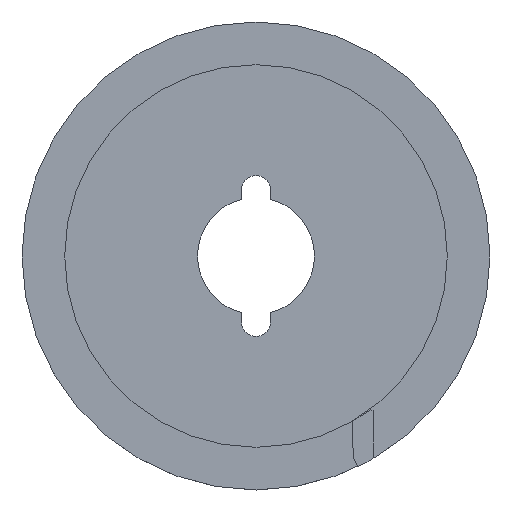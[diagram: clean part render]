
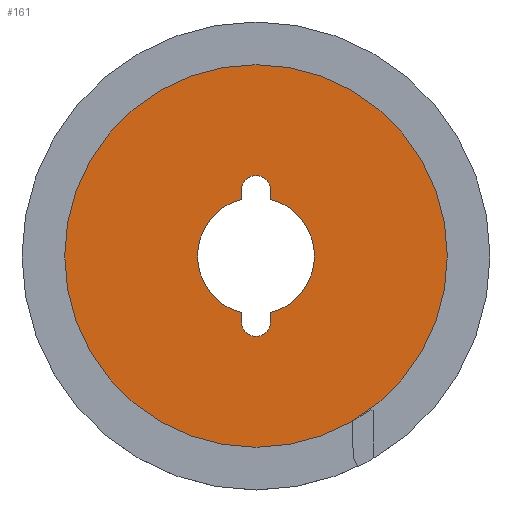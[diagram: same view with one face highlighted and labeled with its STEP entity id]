
A CAD part, top view. The second image highlights one B-rep face of the part: STEP entity #161.
In plain terms, the highlighted planar face has unit normal (0, 0, 1).
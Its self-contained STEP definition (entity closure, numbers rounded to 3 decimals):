
#74=PLANE('',#482);
#93=LINE('',#659,#128);
#94=LINE('',#664,#129);
#95=LINE('',#668,#130);
#96=LINE('',#672,#131);
#128=VECTOR('',#538,1.);
#129=VECTOR('',#541,1.);
#130=VECTOR('',#544,1.);
#131=VECTOR('',#547,1.);
#161=ADVANCED_FACE('',(#195,#196),#74,.F.);
#195=FACE_BOUND('',#209,.T.);
#196=FACE_BOUND('',#210,.T.);
#209=EDGE_LOOP('',(#247));
#210=EDGE_LOOP('',(#248,#249,#250,#251,#252,#253,#254,#255));
#247=ORIENTED_EDGE('',*,*,#374,.F.);
#248=ORIENTED_EDGE('',*,*,#384,.F.);
#249=ORIENTED_EDGE('',*,*,#385,.T.);
#250=ORIENTED_EDGE('',*,*,#386,.F.);
#251=ORIENTED_EDGE('',*,*,#387,.T.);
#252=ORIENTED_EDGE('',*,*,#388,.T.);
#253=ORIENTED_EDGE('',*,*,#389,.T.);
#254=ORIENTED_EDGE('',*,*,#390,.F.);
#255=ORIENTED_EDGE('',*,*,#391,.T.);
#338=VERTEX_POINT('',#638);
#348=VERTEX_POINT('',#660);
#349=VERTEX_POINT('',#661);
#350=VERTEX_POINT('',#663);
#351=VERTEX_POINT('',#665);
#352=VERTEX_POINT('',#667);
#353=VERTEX_POINT('',#669);
#354=VERTEX_POINT('',#671);
#355=VERTEX_POINT('',#673);
#374=EDGE_CURVE('',#338,#338,#425,.T.);
#384=EDGE_CURVE('',#348,#349,#93,.T.);
#385=EDGE_CURVE('',#348,#350,#431,.T.);
#386=EDGE_CURVE('',#351,#350,#94,.T.);
#387=EDGE_CURVE('',#351,#352,#432,.T.);
#388=EDGE_CURVE('',#352,#353,#95,.T.);
#389=EDGE_CURVE('',#353,#354,#433,.T.);
#390=EDGE_CURVE('',#355,#354,#96,.T.);
#391=EDGE_CURVE('',#355,#349,#434,.T.);
#425=CIRCLE('',#470,49.6);
#431=CIRCLE('',#478,3.175);
#432=CIRCLE('',#479,12.705);
#433=CIRCLE('',#480,3.175);
#434=CIRCLE('',#481,12.705);
#470=AXIS2_PLACEMENT_3D('',#637,#518,#519);
#478=AXIS2_PLACEMENT_3D('',#662,#539,#540);
#479=AXIS2_PLACEMENT_3D('',#666,#542,#543);
#480=AXIS2_PLACEMENT_3D('',#670,#545,#546);
#481=AXIS2_PLACEMENT_3D('',#674,#548,#549);
#482=AXIS2_PLACEMENT_3D('',#675,#550,#551);
#518=DIRECTION('',(0.,0.,-1.));
#519=DIRECTION('',(0.,1.,0.));
#538=DIRECTION('',(0.,1.,0.));
#539=DIRECTION('',(0.,0.,-1.));
#540=DIRECTION('',(-1.,0.,0.));
#541=DIRECTION('',(0.,-1.,0.));
#542=DIRECTION('',(0.,0.,-1.));
#543=DIRECTION('',(-1.,0.,0.));
#544=DIRECTION('',(0.,1.,0.));
#545=DIRECTION('',(0.,0.,-1.));
#546=DIRECTION('',(-1.,0.,0.));
#547=DIRECTION('',(0.,1.,0.));
#548=DIRECTION('',(0.,0.,-1.));
#549=DIRECTION('',(-1.,0.,0.));
#550=DIRECTION('',(0.,0.,-1.));
#551=DIRECTION('',(1.,0.,0.));
#637=CARTESIAN_POINT('',(0.,0.,0.));
#638=CARTESIAN_POINT('',(0.,49.6,0.));
#659=CARTESIAN_POINT('',(3.175,0.,0.));
#660=CARTESIAN_POINT('',(3.175,-14.27,0.));
#661=CARTESIAN_POINT('',(3.175,-12.302,0.));
#662=CARTESIAN_POINT('',(0.,-14.27,0.));
#663=CARTESIAN_POINT('',(-3.175,-14.27,0.));
#664=CARTESIAN_POINT('',(-3.175,0.,0.));
#665=CARTESIAN_POINT('',(-3.175,-12.302,0.));
#666=CARTESIAN_POINT('',(0.,0.,0.));
#667=CARTESIAN_POINT('',(-3.175,12.302,0.));
#668=CARTESIAN_POINT('',(-3.175,0.,0.));
#669=CARTESIAN_POINT('',(-3.175,14.27,0.));
#670=CARTESIAN_POINT('',(0.,14.27,0.));
#671=CARTESIAN_POINT('',(3.175,14.27,0.));
#672=CARTESIAN_POINT('',(3.175,0.,0.));
#673=CARTESIAN_POINT('',(3.175,12.302,0.));
#674=CARTESIAN_POINT('',(0.,0.,0.));
#675=CARTESIAN_POINT('',(0.,0.,0.));
